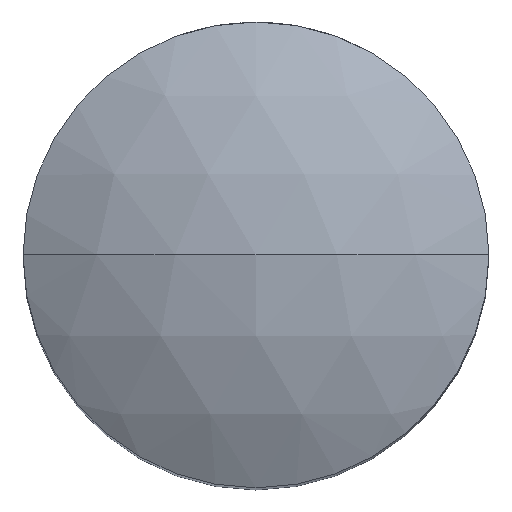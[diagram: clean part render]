
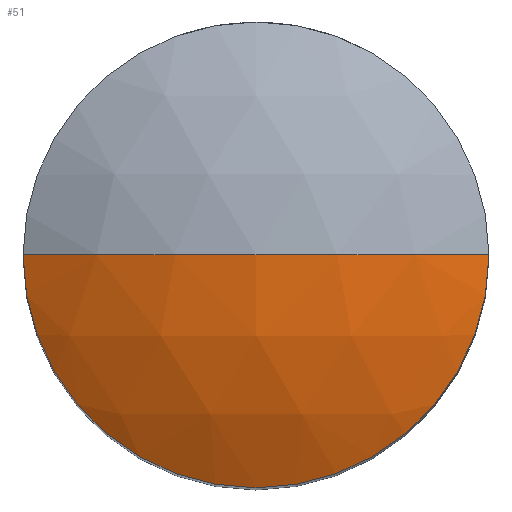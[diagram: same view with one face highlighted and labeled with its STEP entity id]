
A CAD part, top view. The second image highlights one B-rep face of the part: STEP entity #51.
In plain terms, the highlighted spherical face has radius 8 mm.
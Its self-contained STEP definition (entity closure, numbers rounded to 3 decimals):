
#4 = ORIENTED_EDGE ( 'NONE', *, *, #111, .T. ) ;
#31 = DIRECTION ( 'NONE',  ( -1., 0., 0. ) ) ;
#41 = CIRCLE ( 'NONE', #259, 4. ) ;
#51 = ADVANCED_FACE ( 'NONE', ( #611 ), #724, .T. ) ;
#78 = EDGE_CURVE ( 'NONE', #250, #451, #41, .T. ) ;
#105 = EDGE_LOOP ( 'NONE', ( #807, #4, #192 ) ) ;
#111 = EDGE_CURVE ( 'NONE', #291, #451, #572, .T. ) ;
#134 = DIRECTION ( 'NONE',  ( 0., 1., 0. ) ) ;
#139 = DIRECTION ( 'NONE',  ( 0., 0., 1. ) ) ;
#142 = CARTESIAN_POINT ( 'NONE',  ( 0., 0., 4.5 ) ) ;
#181 = CARTESIAN_POINT ( 'NONE',  ( 0., 0., 4.5 ) ) ;
#192 = ORIENTED_EDGE ( 'NONE', *, *, #78, .F. ) ;
#218 = AXIS2_PLACEMENT_3D ( 'NONE', #142, #134, #139 ) ;
#236 = EDGE_CURVE ( 'NONE', #291, #250, #867, .T. ) ;
#250 = VERTEX_POINT ( 'NONE', #395 ) ;
#254 = AXIS2_PLACEMENT_3D ( 'NONE', #181, #326, #531 ) ;
#259 = AXIS2_PLACEMENT_3D ( 'NONE', #537, #711, #31 ) ;
#262 = AXIS2_PLACEMENT_3D ( 'NONE', #560, #478, #598 ) ;
#291 = VERTEX_POINT ( 'NONE', #849 ) ;
#326 = DIRECTION ( 'NONE',  ( 0., -1., 0. ) ) ;
#395 = CARTESIAN_POINT ( 'NONE',  ( 4., 0., 11.428 ) ) ;
#451 = VERTEX_POINT ( 'NONE', #856 ) ;
#478 = DIRECTION ( 'NONE',  ( 0., -1., 0. ) ) ;
#531 = DIRECTION ( 'NONE',  ( 1., 0., 0. ) ) ;
#537 = CARTESIAN_POINT ( 'NONE',  ( 0., 0., 11.428 ) ) ;
#560 = CARTESIAN_POINT ( 'NONE',  ( 0., 0., 4.5 ) ) ;
#572 = CIRCLE ( 'NONE', #254, 8. ) ;
#598 = DIRECTION ( 'NONE',  ( 1., 0., 0. ) ) ;
#611 = FACE_OUTER_BOUND ( 'NONE', #105, .T. ) ;
#711 = DIRECTION ( 'NONE',  ( 0., 0., -1. ) ) ;
#724 = SPHERICAL_SURFACE ( 'NONE', #262, 8. ) ;
#807 = ORIENTED_EDGE ( 'NONE', *, *, #236, .F. ) ;
#849 = CARTESIAN_POINT ( 'NONE',  ( 0., 0., 12.5 ) ) ;
#856 = CARTESIAN_POINT ( 'NONE',  ( -4., 0., 11.428 ) ) ;
#867 = CIRCLE ( 'NONE', #218, 8. ) ;
